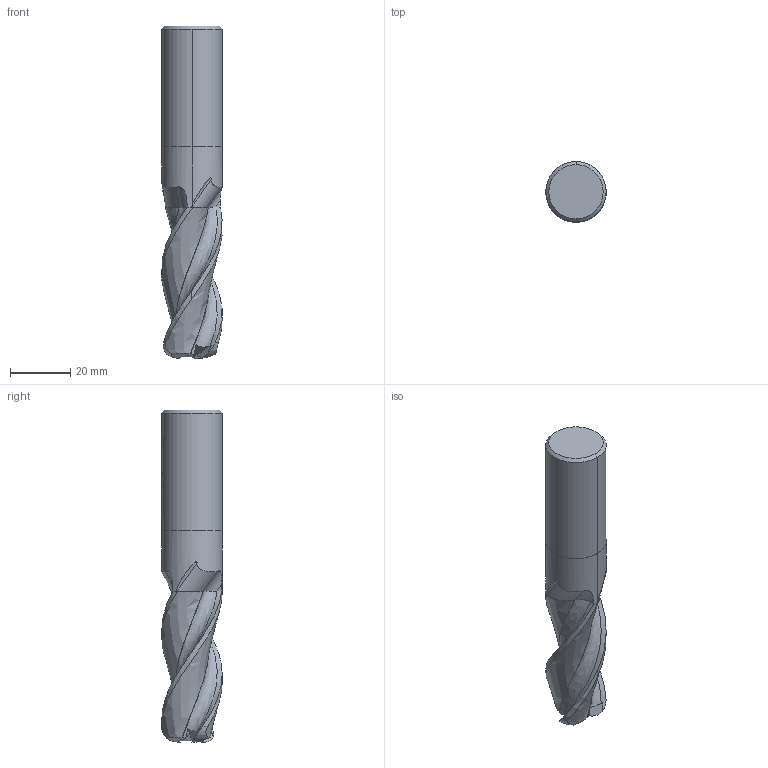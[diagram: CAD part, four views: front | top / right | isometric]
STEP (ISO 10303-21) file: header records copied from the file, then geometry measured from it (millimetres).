
FILE_DESCRIPTION(('no description'),'unknown implementation level');
FILE_NAME('solidvI13RiNYkTnR021wlQqF5WP8hpY_1.STP',' ',('CIM GmbH Aachen'),('CADClick - KiM GmbH - www.kimweb.de'),'unknown preprocess','ACIS','unknown authorization');
FILE_SCHEMA(('automotive_design'));
Length unit declared in the file: millimetre
Products named in the file (2): 1; 2
Bounding box: 20 x 20 x 110 mm (x, y, z)
Volume: 26681.6 mm3; surface area: 10246.9 mm2
Topology: 2 solids, 2 shells, 92 faces, 267 edges, 179 vertices
Faces by surface type: plane 39, cylinder 15, revolution 12, bspline 12, cone 9, torus 5
Entity records: 12265 total; most frequent: CARTESIAN_POINT 6957, STYLED_ITEM 540, PRESENTATION_STYLE_ASSIGNMENT 540, COLOUR_RGB 540, ORIENTED_EDGE 534, DIRECTION 411, EDGE_CURVE 267, CURVE_STYLE 267
